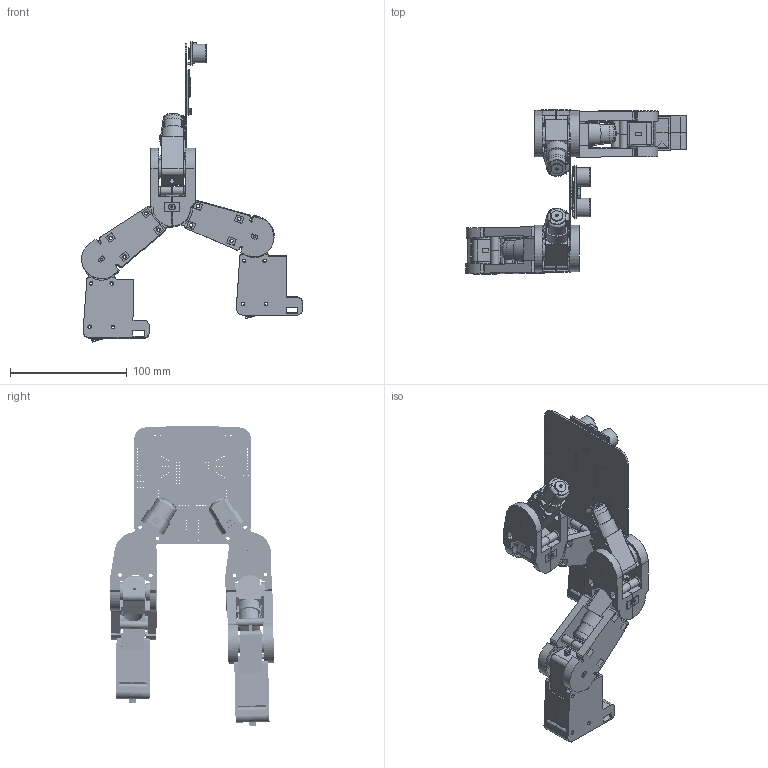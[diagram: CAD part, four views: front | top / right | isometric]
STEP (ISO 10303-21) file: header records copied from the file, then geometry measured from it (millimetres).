
FILE_DESCRIPTION(/* description */ ('STEP AP214'),/* implementation_level */ '2;1');
FILE_NAME(/* name */ '6106944a0926f508882ba627',/* time_stamp */ '2021-08-01T12:32:18+00:00',/* author */ (''),/* organization */ (''),/* preprocessor_version */ 'ST-DEVELOPER v18.1',/* originating_system */ ' ',/* authorisation */ ' ');
FILE_SCHEMA (('AUTOMOTIVE_DESIGN {1 0 10303 214 3 1 1}'));
Products named in the file (86): Assembly 1; Sensor side Tibia; HC-SR04-UltrasonicSensor v7; SOLID_1; Motor holder; SOLID; Right Arm; COMPOUND; Motor Terminal2; Part 9; Gearbox Body; Motor Endcap; Motor shaft; <push_button>-<Importiert1>; Motor Body; Shaft extension; Foot Left; MicroSwitch; Motor Terminal; Leftarm; Part 1; No sensor Tibia; Part 2; Foot right; Cut-Extrude1
Assembly tree (170 placements, depth 2):
  Assembly 1
    Sensor side Tibia  x2
    HC-SR04-UltrasonicSensor v7
    HC-SR04-UltrasonicSensor v7
    HC-SR04-UltrasonicSensor v7
    HC-SR04-UltrasonicSensor v7
    HC-SR04-UltrasonicSensor v7
    HC-SR04-UltrasonicSensor v7
    HC-SR04-UltrasonicSensor v7
    SOLID_1  x6
    SOLID_1  x6
    Motor holder  x6
    HC-SR04-UltrasonicSensor v7
    SOLID  x6
    Right Arm  x2
    COMPOUND  x6
    Motor Terminal2  x6
    Part 9  x4
    HC-SR04-UltrasonicSensor v7
    HC-SR04-UltrasonicSensor v7
    HC-SR04-UltrasonicSensor v7
    Gearbox Body  x6
    SOLID  x6
    SOLID  x6
    Motor Endcap  x6
    HC-SR04-UltrasonicSensor v7
    Motor shaft  x6
    HC-SR04-UltrasonicSensor v7
    <push_button>-<Importiert1>
    Motor Body  x6
    HC-SR04-UltrasonicSensor v7
    Shaft extension  x6
    HC-SR04-UltrasonicSensor v7
    HC-SR04-UltrasonicSensor v7
    HC-SR04-UltrasonicSensor v7
    HC-SR04-UltrasonicSensor v7
    HC-SR04-UltrasonicSensor v7
    Foot Left  x2
    HC-SR04-UltrasonicSensor v7
    HC-SR04-UltrasonicSensor v7
    HC-SR04-UltrasonicSensor v7
    MicroSwitch  x2
    HC-SR04-UltrasonicSensor v7
    Motor Terminal  x6
    HC-SR04-UltrasonicSensor v7
    HC-SR04-UltrasonicSensor v7
    HC-SR04-UltrasonicSensor v7
    HC-SR04-UltrasonicSensor v7
    HC-SR04-UltrasonicSensor v7
    HC-SR04-UltrasonicSensor v7
    Leftarm  x2
    HC-SR04-UltrasonicSensor v7
    HC-SR04-UltrasonicSensor v7
    HC-SR04-UltrasonicSensor v7
    SOLID  x6
    HC-SR04-UltrasonicSensor v7
    Part 1
    HC-SR04-UltrasonicSensor v7
    COMPOUND
    HC-SR04-UltrasonicSensor v7
Bounding box: 189.22 x 140.56 x 257.16 mm (x, y, z)
Volume: 347745.1 mm3; surface area: 205848.1 mm2
Topology: 170 solids, 170 shells, 6898 faces, 18761 edges, 12431 vertices
Faces by surface type: plane 5111, cylinder 1378, bspline 353, cone 26, torus 26, sphere 4
Full cylindrical faces by diameter (mm): 0.1 x2, 0.25 x6, 0.7 x4, 0.8 x58, 0.95 x2, 1 x201, 1.2 x4, 1.3 x4, 1.5 x57, 1.7 x8, 1.8 x6, 1.9 x12, 2 x4, 2.8 x6, 3 x60, 3.1 x8, 3.8 x6, 5.4 x12, 6.8 x8, 7 x12, 7.01 x4, 7.2 x6, 7.33 x4, 10 x12, 13 x2, 15.342 x4, 15.4 x4, 15.7 x4, 16 x4
Entity records: 168154 total; most frequent: CARTESIAN_POINT 50034, ORIENTED_EDGE 23956, DIRECTION 21436, EDGE_CURVE 11978, LINE 9296, VECTOR 9296, VERTEX_POINT 8178, FACE_BOUND 6120
